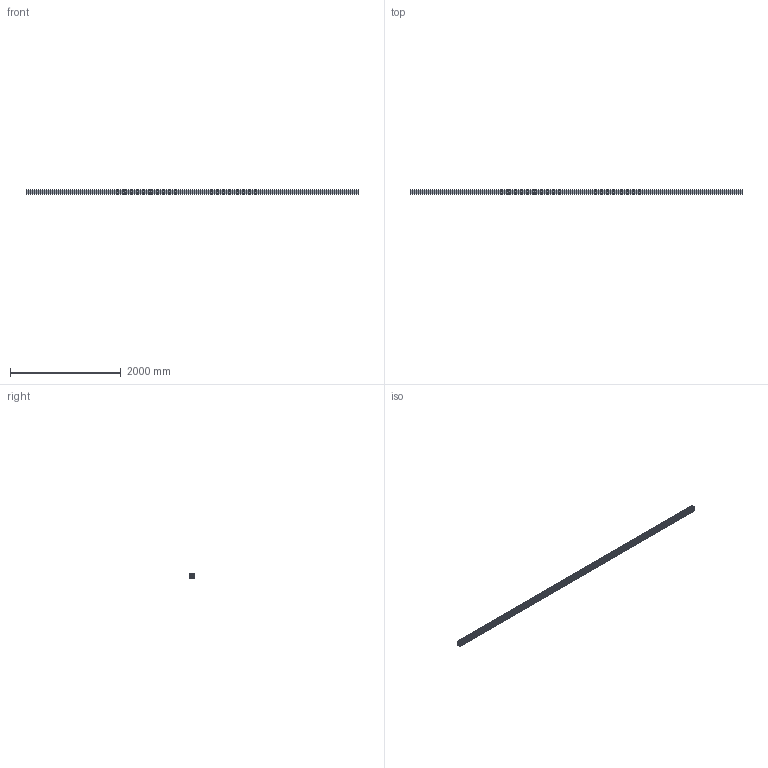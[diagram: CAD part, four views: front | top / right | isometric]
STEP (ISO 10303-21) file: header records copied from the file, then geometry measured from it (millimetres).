
FILE_DESCRIPTION (( 'STEP AP214' ), '1' );
FILE_NAME ('202090_Profil 8 80x80L.STEP', '2019-02-06T09:56:29', ( '' ), ( '' ), 'SwSTEP 2.0', 'SolidWorks 2017', '' );
FILE_SCHEMA (( 'AUTOMOTIVE_DESIGN' ));
Length unit declared in the file: millimetre
Products named in the file (1): 202090_Profil 8 80x80L
Bounding box: 6000 x 80 x 80 mm (x, y, z)
Volume: 11963884.6 mm3; surface area: 6699407.7 mm2
Topology: 1 solids, 1 shells, 322 faces, 960 edges, 640 vertices
Faces by surface type: cylinder 172, plane 150
Entity records: 10998 total; most frequent: DIRECTION 1950, CARTESIAN_POINT 1923, ORIENTED_EDGE 1920, EDGE_CURVE 960, AXIS2_PLACEMENT_3D 667, VERTEX_POINT 640, LINE 616, VECTOR 616
